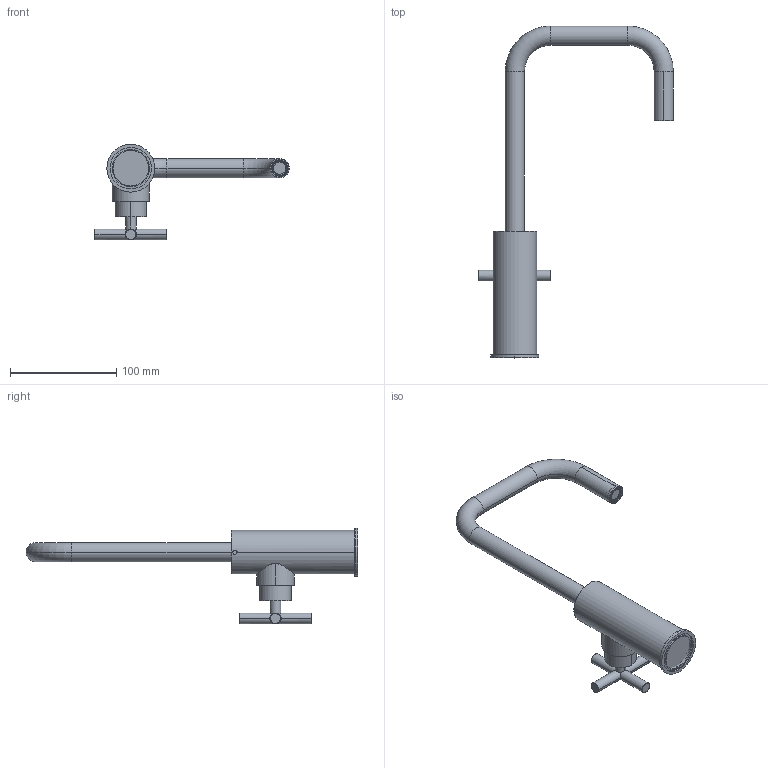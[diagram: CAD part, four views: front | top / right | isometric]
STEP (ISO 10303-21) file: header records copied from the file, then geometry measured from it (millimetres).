
FILE_DESCRIPTION (( 'STEP AP214' ), '1' );
FILE_NAME ('CRX.0001.H.STEP', '2022-11-25T17:12:32', ( 'Solid' ), ( '' ), 'SwSTEP 2.0', 'SolidWorks 2019', '' );
FILE_SCHEMA (( 'AUTOMOTIVE_DESIGN' ));
Length unit declared in the file: millimetre
Products named in the file (12): CRX.0001.H; CRX; 3D_Corpo Ø41_alteracao2; 3D_Campanula Ø29; 3D_Suporte Castelo - Alteração; 3D_Espelho Ø45; 3D_Perno M4; 3D_Oring ﾘ18; 3D_Oring ﾘ15; 3D_Casquilho Rotativo; 3D_Areador M16.5x1; 3D_BicaØ18_R34
Assembly tree (12 placements, depth 2):
  CRX.0001.H
    3D_BicaØ18_R34
    3D_Areador M16.5x1
    3D_Casquilho Rotativo
    3D_Oring ﾘ15
    3D_Oring ﾘ18  x2
    3D_Perno M4
    3D_Espelho Ø45
    3D_Suporte Castelo - Alteração
    3D_Campanula Ø29
    3D_Corpo Ø41_alteracao2
    CRX
Bounding box: 183 x 312 x 89.8 mm (x, y, z)
Volume: 210152.5 mm3; surface area: 80701.2 mm2
Topology: 12 solids, 12 shells, 287 faces, 669 edges, 422 vertices
Faces by surface type: cylinder 111, plane 106, torus 54, cone 8, bspline 8
Entity records: 9992 total; most frequent: CARTESIAN_POINT 2732, DIRECTION 1553, ORIENTED_EDGE 1310, AXIS2_PLACEMENT_3D 662, EDGE_CURVE 655, VERTEX_POINT 418, CIRCLE 372, EDGE_LOOP 325
